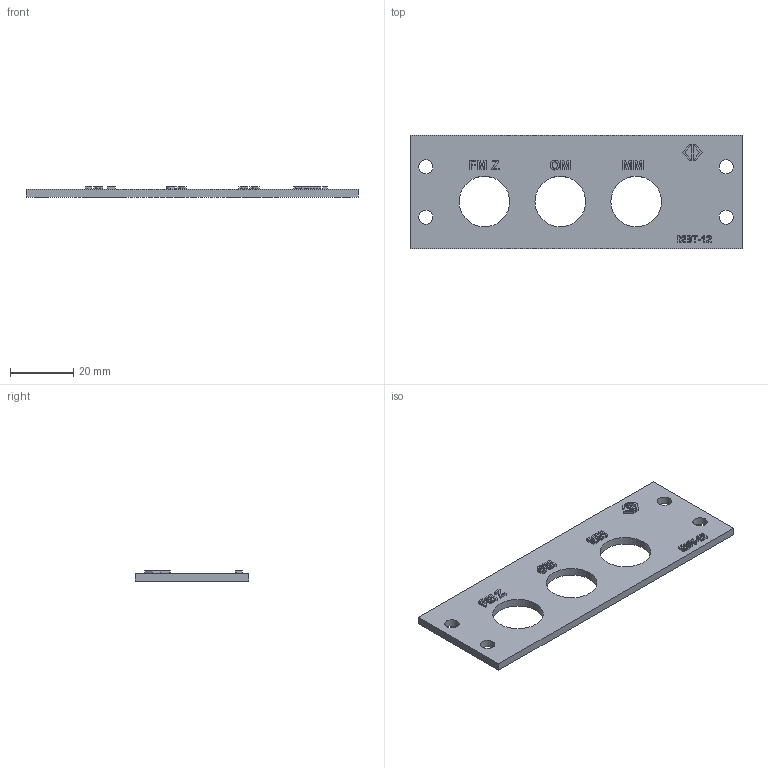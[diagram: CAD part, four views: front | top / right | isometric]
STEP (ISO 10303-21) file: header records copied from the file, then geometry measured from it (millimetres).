
FILE_DESCRIPTION(/* description */ (''),/* implementation_level */ '2;1');
FILE_NAME(/* name */ 'Narco MBT-12 Marker Panel v3.step',/* time_stamp */ '2024-06-08T13:23:26-05:00',/* author */ (''),/* organization */ (''),/* preprocessor_version */ 'ST-DEVELOPER v20',/* originating_system */ 'Autodesk Translation Framework v13.14.0.145',/* authorisation */ '');
FILE_SCHEMA (('AUTOMOTIVE_DESIGN { 1 0 10303 214 3 1 1 }'));
Length unit declared in the file: millimetre
Products named in the file (1): Narco MBT-12 Marker Panel
Bounding box: 105 x 36 x 3.3 mm (x, y, z)
Volume: 7829.2 mm3; surface area: 7636.2 mm2
Topology: 1 solids, 1 shells, 227 faces, 612 edges, 400 vertices
Faces by surface type: plane 158, bspline 62, cylinder 7
Full cylindrical faces by diameter (mm): 4.5 x4, 16 x3
Entity records: 7637 total; most frequent: CARTESIAN_POINT 2294, ORIENTED_EDGE 1224, DIRECTION 834, EDGE_CURVE 612, LINE 474, VECTOR 474, VERTEX_POINT 400, EDGE_LOOP 258
